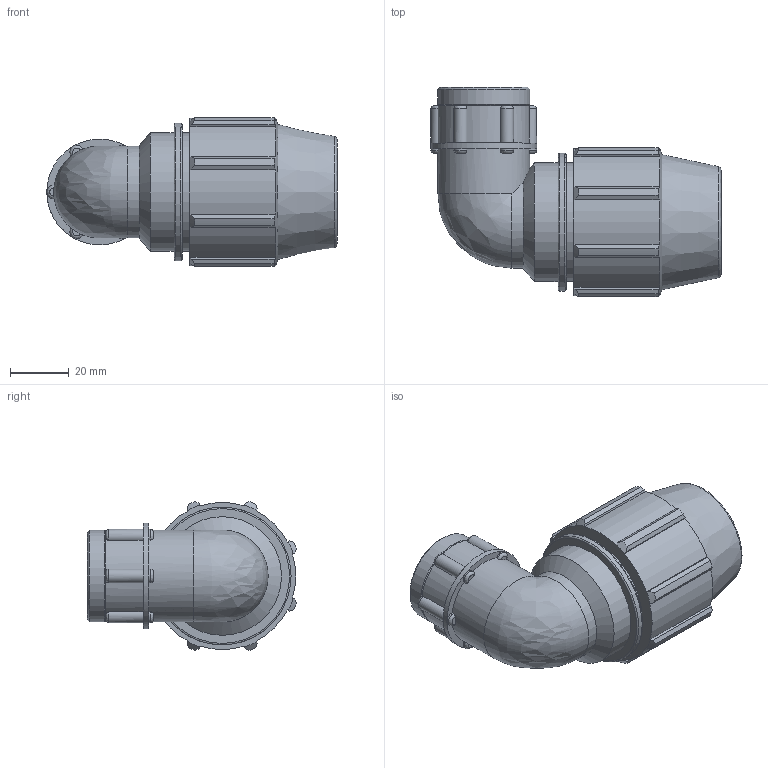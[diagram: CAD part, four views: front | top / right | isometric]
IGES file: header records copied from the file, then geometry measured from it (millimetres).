
Global section: file name: 071500025007_181500025007_0715060250070A.ipt; native system: Autodesk Inventor 2015; preprocessor: unknown; author: KIM; date: 20170606.172207; units: millimetre
Bounding box: 99.03 x 71.41 x 50.81 mm (x, y, z)
Volume: 102332.6 mm3; surface area: 28934 mm2
Topology: 1 solids, 1 shells, 139 faces, 384 edges, 251 vertices
Faces by surface type: plane 60, cylinder 41, revolution 22, cone 14, bspline 2
Full cylindrical faces by diameter (mm): 31.352 x2, 36.055 x1, 40.5 x2, 46.98 x1
